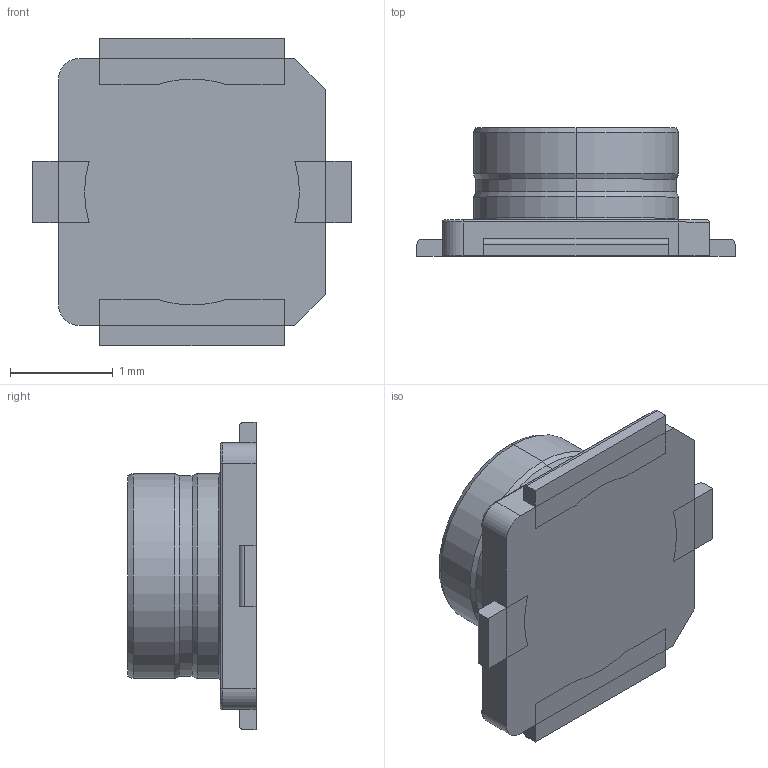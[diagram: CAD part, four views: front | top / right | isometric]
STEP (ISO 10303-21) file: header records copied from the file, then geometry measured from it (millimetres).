
FILE_DESCRIPTION (( 'STEP AP203' ), '1' );
FILE_NAME ('u.step_Default_sldprt.STEP', '2025-04-23T09:08:16', ( '' ), ( '' ), 'SwSTEP 2.0', 'SolidWorks 2024', '' );
FILE_SCHEMA (( 'CONFIG_CONTROL_DESIGN' ));
Length unit declared in the file: millimetre
Products named in the file (1): u.step_Default_sldprt
Bounding box: 3.1 x 1.25 x 3 mm (x, y, z)
Volume: 3.4 mm3; surface area: 35.1 mm2
Topology: 5 solids, 5 shells, 83 faces, 188 edges, 118 vertices
Faces by surface type: plane 41, cylinder 30, cone 6, torus 6
Entity records: 2383 total; most frequent: DIRECTION 420, CARTESIAN_POINT 402, ORIENTED_EDGE 376, EDGE_CURVE 188, AXIS2_PLACEMENT_3D 152, VERTEX_POINT 118, VECTOR 116, LINE 116
